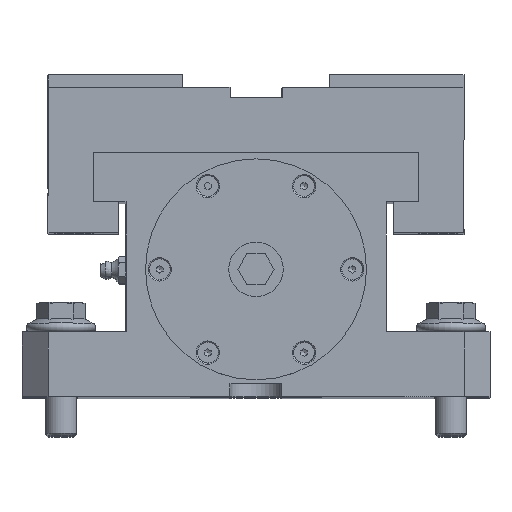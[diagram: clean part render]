
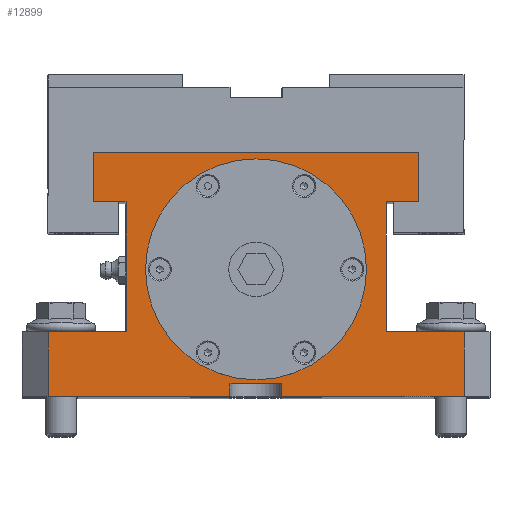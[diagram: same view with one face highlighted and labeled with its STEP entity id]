
A CAD part, top view. The second image highlights one B-rep face of the part: STEP entity #12899.
In plain terms, the highlighted planar face has unit normal (0, 0, 1).
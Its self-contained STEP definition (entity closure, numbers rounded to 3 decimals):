
#697=FACE_BOUND('',#2020,.T.);
#828=CIRCLE('',#13820,42.5);
#1283=FACE_OUTER_BOUND('',#2019,.T.);
#2019=EDGE_LOOP('',(#7984,#7985,#7986,#7987,#7988,#7989,#7990,#7991,#7992,
#7993,#7994,#7995,#7996,#7997,#7998,#7999));
#2020=EDGE_LOOP('',(#8000));
#2876=LINE('',#18413,#3860);
#2878=LINE('',#18418,#3862);
#2880=LINE('',#18423,#3864);
#2884=LINE('',#18432,#3868);
#2888=LINE('',#18464,#3872);
#2889=LINE('',#18465,#3873);
#2890=LINE('',#18466,#3874);
#2891=LINE('',#18468,#3875);
#2892=LINE('',#18470,#3876);
#2893=LINE('',#18472,#3877);
#2894=LINE('',#18474,#3878);
#2895=LINE('',#18476,#3879);
#2896=LINE('',#18478,#3880);
#2897=LINE('',#18480,#3881);
#2898=LINE('',#18482,#3882);
#2899=LINE('',#18483,#3883);
#3860=VECTOR('',#15019,10.);
#3862=VECTOR('',#15023,10.);
#3864=VECTOR('',#15027,10.);
#3868=VECTOR('',#15033,10.);
#3872=VECTOR('',#15063,10.);
#3873=VECTOR('',#15064,10.);
#3874=VECTOR('',#15065,10.);
#3875=VECTOR('',#15066,10.);
#3876=VECTOR('',#15067,10.);
#3877=VECTOR('',#15068,10.);
#3878=VECTOR('',#15069,10.);
#3879=VECTOR('',#15070,10.);
#3880=VECTOR('',#15071,10.);
#3881=VECTOR('',#15072,10.);
#3882=VECTOR('',#15073,10.);
#3883=VECTOR('',#15074,10.);
#4841=VERTEX_POINT('',#18406);
#4844=VERTEX_POINT('',#18411);
#4846=VERTEX_POINT('',#18417);
#4847=VERTEX_POINT('',#18421);
#4848=VERTEX_POINT('',#18422);
#4851=VERTEX_POINT('',#18430);
#4852=VERTEX_POINT('',#18431);
#4867=VERTEX_POINT('',#18463);
#4868=VERTEX_POINT('',#18467);
#4869=VERTEX_POINT('',#18469);
#4870=VERTEX_POINT('',#18471);
#4871=VERTEX_POINT('',#18473);
#4872=VERTEX_POINT('',#18475);
#4873=VERTEX_POINT('',#18477);
#4874=VERTEX_POINT('',#18479);
#4875=VERTEX_POINT('',#18481);
#4876=VERTEX_POINT('',#18484);
#6097=EDGE_CURVE('',#4841,#4844,#2876,.T.);
#6099=EDGE_CURVE('',#4841,#4846,#2878,.T.);
#6101=EDGE_CURVE('',#4847,#4848,#2880,.T.);
#6105=EDGE_CURVE('',#4851,#4852,#2884,.T.);
#6121=EDGE_CURVE('',#4867,#4847,#2888,.T.);
#6122=EDGE_CURVE('',#4846,#4867,#2889,.T.);
#6123=EDGE_CURVE('',#4852,#4844,#2890,.T.);
#6124=EDGE_CURVE('',#4868,#4851,#2891,.T.);
#6125=EDGE_CURVE('',#4869,#4868,#2892,.T.);
#6126=EDGE_CURVE('',#4870,#4869,#2893,.T.);
#6127=EDGE_CURVE('',#4870,#4871,#2894,.T.);
#6128=EDGE_CURVE('',#4871,#4872,#2895,.T.);
#6129=EDGE_CURVE('',#4872,#4873,#2896,.T.);
#6130=EDGE_CURVE('',#4874,#4873,#2897,.T.);
#6131=EDGE_CURVE('',#4875,#4874,#2898,.T.);
#6132=EDGE_CURVE('',#4848,#4875,#2899,.T.);
#6133=EDGE_CURVE('',#4876,#4876,#828,.T.);
#7984=ORIENTED_EDGE('',*,*,#6121,.F.);
#7985=ORIENTED_EDGE('',*,*,#6122,.F.);
#7986=ORIENTED_EDGE('',*,*,#6099,.F.);
#7987=ORIENTED_EDGE('',*,*,#6097,.T.);
#7988=ORIENTED_EDGE('',*,*,#6123,.F.);
#7989=ORIENTED_EDGE('',*,*,#6105,.F.);
#7990=ORIENTED_EDGE('',*,*,#6124,.F.);
#7991=ORIENTED_EDGE('',*,*,#6125,.F.);
#7992=ORIENTED_EDGE('',*,*,#6126,.F.);
#7993=ORIENTED_EDGE('',*,*,#6127,.T.);
#7994=ORIENTED_EDGE('',*,*,#6128,.T.);
#7995=ORIENTED_EDGE('',*,*,#6129,.T.);
#7996=ORIENTED_EDGE('',*,*,#6130,.F.);
#7997=ORIENTED_EDGE('',*,*,#6131,.F.);
#7998=ORIENTED_EDGE('',*,*,#6132,.F.);
#7999=ORIENTED_EDGE('',*,*,#6101,.F.);
#8000=ORIENTED_EDGE('',*,*,#6133,.T.);
#11679=PLANE('',#13819);
#12899=ADVANCED_FACE('',(#1283,#697),#11679,.F.);
#13819=AXIS2_PLACEMENT_3D('',#18462,#15061,#15062);
#13820=AXIS2_PLACEMENT_3D('',#18485,#15075,#15076);
#15019=DIRECTION('',(0.,-1.,0.));
#15023=DIRECTION('',(1.,0.,0.));
#15027=DIRECTION('',(0.,-1.,0.));
#15033=DIRECTION('',(0.,1.,0.));
#15061=DIRECTION('center_axis',(0.,0.,
-1.));
#15062=DIRECTION('ref_axis',(-1.,0.,0.));
#15063=DIRECTION('',(-1.,0.,0.));
#15064=DIRECTION('',(0.,-1.,0.));
#15065=DIRECTION('',(-1.,0.,0.));
#15066=DIRECTION('',(1.,0.,0.));
#15067=DIRECTION('',(0.,1.,0.));
#15068=DIRECTION('',(-1.,0.,0.));
#15069=DIRECTION('',(0.,1.,0.));
#15070=DIRECTION('',(1.,0.,0.));
#15071=DIRECTION('',(0.,-1.,0.));
#15072=DIRECTION('',(-1.,0.,0.));
#15073=DIRECTION('',(0.,-1.,0.));
#15074=DIRECTION('',(1.,0.,0.));
#15075=DIRECTION('center_axis',(0.,0.,
-1.));
#15076=DIRECTION('ref_axis',(-0.5,-0.866,0.));
#18406=CARTESIAN_POINT('',(11.894,12.424,398.667));
#18411=CARTESIAN_POINT('',(11.894,-6.576,398.667));
#18413=CARTESIAN_POINT('',(11.894,-23.623,398.667));
#18417=CARTESIAN_POINT('',(136.894,12.424,398.667));
#18418=CARTESIAN_POINT('',(11.894,12.424,398.667));
#18421=CARTESIAN_POINT('',(124.394,-6.576,398.667));
#18422=CARTESIAN_POINT('',(124.394,-56.576,398.667));
#18423=CARTESIAN_POINT('',(124.394,-6.576,398.667));
#18430=CARTESIAN_POINT('',(24.394,-56.576,398.667));
#18431=CARTESIAN_POINT('',(24.394,-6.576,398.667));
#18432=CARTESIAN_POINT('',(24.394,-56.576,398.667));
#18462=CARTESIAN_POINT('Origin',(39.394,2.924,398.667));
#18463=CARTESIAN_POINT('',(136.894,-6.576,398.667));
#18464=CARTESIAN_POINT('',(136.894,-6.576,398.667));
#18465=CARTESIAN_POINT('',(136.894,-14.123,398.667));
#18466=CARTESIAN_POINT('',(24.394,-6.576,398.667));
#18467=CARTESIAN_POINT('',(-5.606,-56.576,398.667));
#18468=CARTESIAN_POINT('',(-15.606,-56.576,398.667));
#18469=CARTESIAN_POINT('',(-5.606,-81.576,398.667));
#18470=CARTESIAN_POINT('',(-5.606,-61.123,398.667));
#18471=CARTESIAN_POINT('',(64.394,-81.576,398.667));
#18472=CARTESIAN_POINT('',(74.394,-81.576,398.667));
#18473=CARTESIAN_POINT('',(64.394,-76.576,398.667));
#18474=CARTESIAN_POINT('',(64.394,-61.123,398.667));
#18475=CARTESIAN_POINT('',(84.394,-76.576,398.667));
#18476=CARTESIAN_POINT('',(74.394,-76.576,398.667));
#18477=CARTESIAN_POINT('',(84.394,-81.576,398.667));
#18478=CARTESIAN_POINT('',(84.394,-61.123,398.667));
#18479=CARTESIAN_POINT('',(154.394,-81.576,398.667));
#18480=CARTESIAN_POINT('',(74.394,-81.576,398.667));
#18481=CARTESIAN_POINT('',(154.394,-56.576,398.667));
#18482=CARTESIAN_POINT('',(154.394,-48.623,398.667));
#18483=CARTESIAN_POINT('',(124.394,-56.576,398.667));
#18484=CARTESIAN_POINT('',(95.644,4.23,398.667));
#18485=CARTESIAN_POINT('Origin',(74.394,-32.576,398.667));
